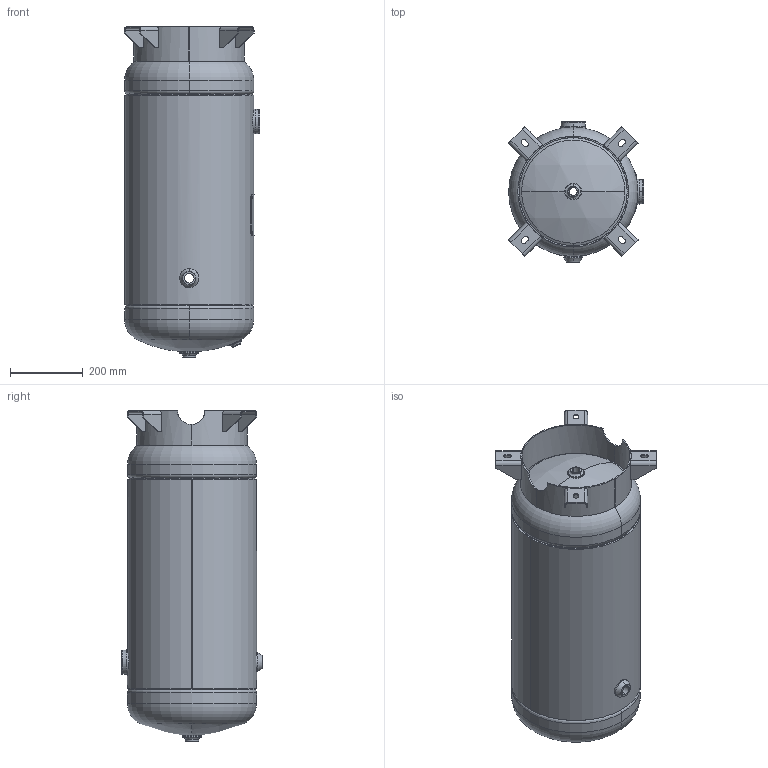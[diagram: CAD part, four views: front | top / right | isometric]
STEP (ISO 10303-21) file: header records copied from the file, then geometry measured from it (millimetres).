
FILE_DESCRIPTION (( 'STEP AP214' ), '1' );
FILE_NAME ('302405.STEP', '2020-11-30T21:40:34', ( '' ), ( '' ), 'SwSTEP 2.0', 'SolidWorks 2020', '' );
FILE_SCHEMA (( 'AUTOMOTIVE_DESIGN' ));
Length unit declared in the file: inch
Products named in the file (1): 302405
Bounding box: 372.88 x 387.35 x 911.74 mm (x, y, z)
Volume: 5052741.5 mm3; surface area: 2357811.1 mm2
Topology: 15 solids, 15 shells, 343 faces, 756 edges, 448 vertices
Faces by surface type: plane 126, cylinder 101, torus 88, bspline 20, sphere 8
Full cylindrical faces by diameter (mm): 346.913 x1, 355.6 x1
Entity records: 19697 total; most frequent: CARTESIAN_POINT 7368, DIRECTION 1688, ORIENTED_EDGE 1512, EDGE_CURVE 756, AXIS2_PLACEMENT_3D 694, VERTEX_POINT 448, EDGE_LOOP 388, CIRCLE 370
